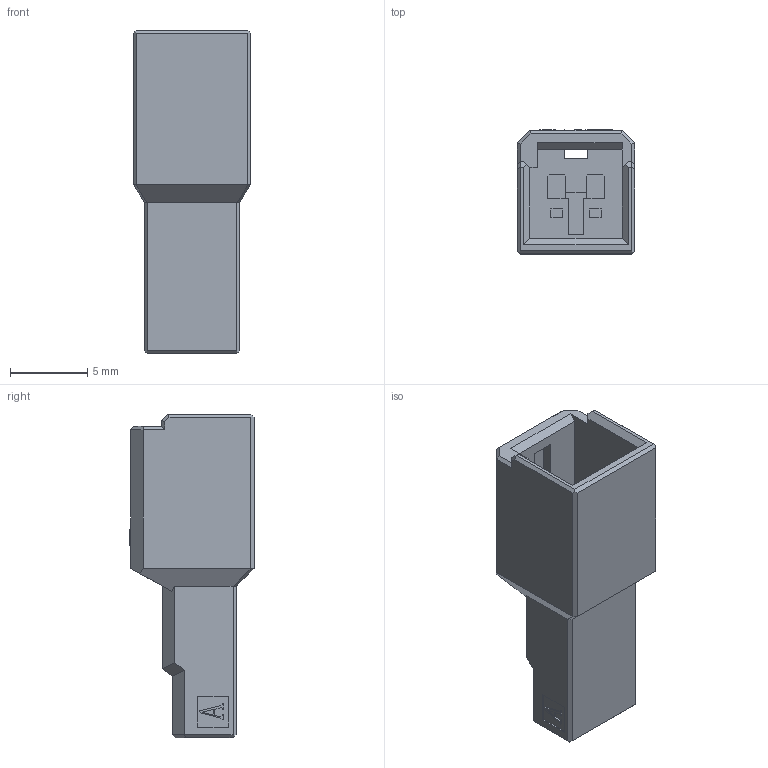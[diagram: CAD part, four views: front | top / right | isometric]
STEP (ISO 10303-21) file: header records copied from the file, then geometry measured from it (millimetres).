
FILE_DESCRIPTION( ('This file contains a STEP AP42 implementation' ,'as created by ZW3D STEP Interface translator.') ,'2;1' );
FILE_NAME( 'WD2500-1HK02B001W.stp' ,'2312 5.105852', (''), ('ZWCAD Software Co.'), 'Version 1.0', 'ZW3D to STEP translator', '' );
FILE_SCHEMA(('AUTOMOTIVE_DESIGN { 1 0 10303 214 1 1 1 1 }'));
Length unit declared in the file: millimetre
Products named in the file (2): 0; WD2500-1HK02B001W
Bounding box: 7.6 x 8.05 x 21 mm (x, y, z)
Volume: 524.3 mm3
Topology: 1 solids, 3 shells, 609 faces, 1714 edges, 1130 vertices
Faces by surface type: plane 589, bspline 18, cylinder 2
Entity records: 20132 total; most frequent: CARTESIAN_POINT 3874, ORIENTED_EDGE 3434, DIRECTION 2858, EDGE_CURVE 1717, VECTOR 1670, LINE 1670, VERTEX_POINT 1132, EDGE_LOOP 637
